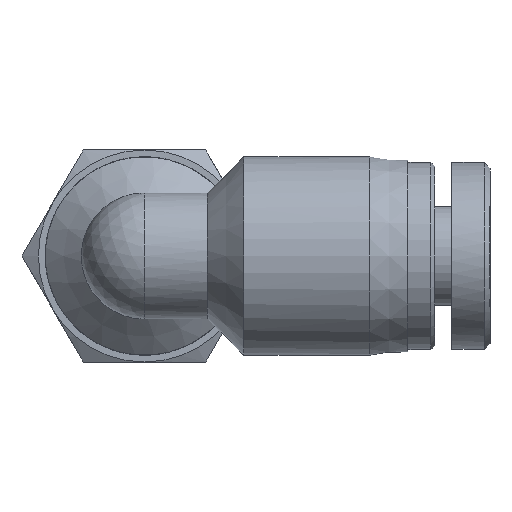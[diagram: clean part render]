
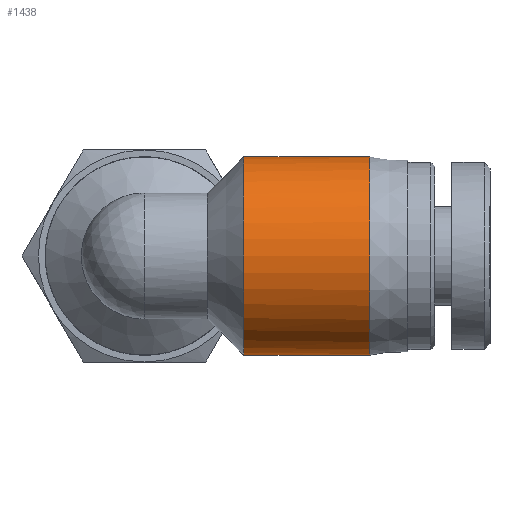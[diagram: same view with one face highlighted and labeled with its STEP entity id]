
A CAD part, left-side view. The second image highlights one B-rep face of the part: STEP entity #1438.
In plain terms, the highlighted cylindrical face has radius 5.2 mm (diameter 10.4 mm), a full revolution.
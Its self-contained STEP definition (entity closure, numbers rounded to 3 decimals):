
#979=CARTESIAN_POINT('',(7.7,-5.176,0.5));
#980=VERTEX_POINT('',#979);
#981=CARTESIAN_POINT('',(7.7,-5.2,0.0));
#982=VERTEX_POINT('',#981);
#983=CARTESIAN_POINT('',(7.7,0.,0.0));
#984=DIRECTION('',(1.0,0.0,0.0));
#985=DIRECTION('',(0.0,1.0,0.0));
#986=AXIS2_PLACEMENT_3D('',#983,#984,#985);
#987=CIRCLE('',#986,5.2);
#988=EDGE_CURVE('',#980,#982,#987,.T.);
#1012=CARTESIAN_POINT('',(7.7,-5.176,-0.5));
#1013=VERTEX_POINT('',#1012);
#1014=CARTESIAN_POINT('',(7.7,0.,0.0));
#1015=DIRECTION('',(1.0,0.0,0.0));
#1016=DIRECTION('',(0.0,1.0,0.0));
#1017=AXIS2_PLACEMENT_3D('',#1014,#1015,#1016);
#1018=CIRCLE('',#1017,5.2);
#1019=EDGE_CURVE('',#982,#1013,#1018,.T.);
#1043=CARTESIAN_POINT('',(5.2,-5.176,0.5));
#1044=VERTEX_POINT('',#1043);
#1045=CARTESIAN_POINT('',(5.2,-5.176,0.5));
#1046=DIRECTION('',(1.0,0.0,0.0));
#1047=VECTOR('',#1046,2.5);
#1048=LINE('',#1045,#1047);
#1049=EDGE_CURVE('',#1044,#980,#1048,.T.);
#1152=CARTESIAN_POINT('',(5.2,-5.176,-0.5));
#1153=VERTEX_POINT('',#1152);
#1154=CARTESIAN_POINT('',(7.7,-5.176,-0.5));
#1155=DIRECTION('',(-1.0,0.0,0.0));
#1156=VECTOR('',#1155,2.5);
#1157=LINE('',#1154,#1156);
#1158=EDGE_CURVE('',#1013,#1153,#1157,.T.);
#1405=CARTESIAN_POINT('',(5.2,0.,0.0));
#1406=DIRECTION('',(1.0,0.0,0.0));
#1407=DIRECTION('',(0.0,1.0,0.0));
#1408=AXIS2_PLACEMENT_3D('',#1405,#1406,#1407);
#1409=CIRCLE('',#1408,5.2);
#1410=EDGE_CURVE('',#1153,#1044,#1409,.T.);
#1415=CARTESIAN_POINT('',(8.5,0.,0.0));
#1416=DIRECTION('',(1.0,0.,0.0));
#1417=DIRECTION('',(0.0,1.0,0.0));
#1418=AXIS2_PLACEMENT_3D('',#1415,#1416,#1417);
#1419=CYLINDRICAL_SURFACE('',#1418,5.2);
#1420=ORIENTED_EDGE('',*,*,#1158,.T.);
#1421=ORIENTED_EDGE('',*,*,#1410,.T.);
#1422=ORIENTED_EDGE('',*,*,#1049,.T.);
#1423=ORIENTED_EDGE('',*,*,#988,.T.);
#1424=ORIENTED_EDGE('',*,*,#1019,.T.);
#1425=EDGE_LOOP('',(#1420,#1421,#1422,#1423,#1424));
#1426=FACE_OUTER_BOUND('',#1425,.T.);
#1427=CARTESIAN_POINT('',(11.8,5.2,0.0));
#1428=VERTEX_POINT('',#1427);
#1429=CARTESIAN_POINT('',(11.8,0.,0.0));
#1430=DIRECTION('',(1.0,0.0,0.0));
#1431=DIRECTION('',(0.0,1.0,0.0));
#1432=AXIS2_PLACEMENT_3D('',#1429,#1430,#1431);
#1433=CIRCLE('',#1432,5.2);
#1434=EDGE_CURVE('',#1428,#1428,#1433,.T.);
#1435=ORIENTED_EDGE('',*,*,#1434,.F.);
#1436=EDGE_LOOP('',(#1435));
#1437=FACE_BOUND('',#1436,.T.);
#1438=ADVANCED_FACE('',(#1426,#1437),#1419,.T.);
